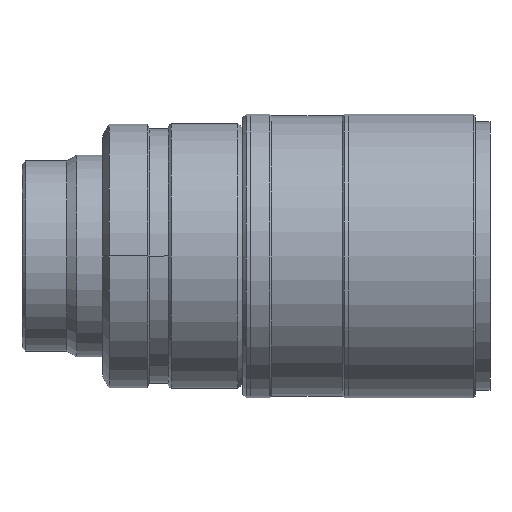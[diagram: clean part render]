
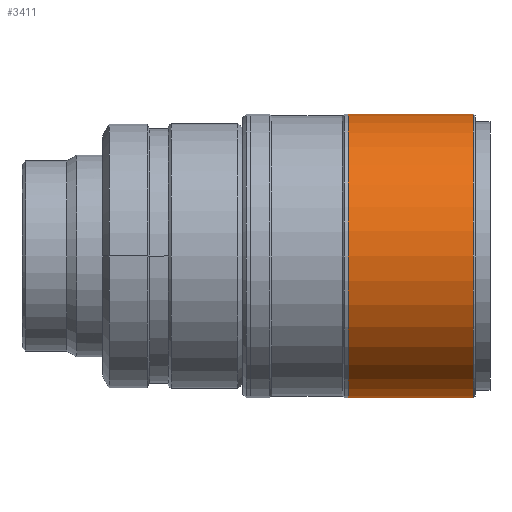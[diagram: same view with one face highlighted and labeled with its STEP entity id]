
A CAD part, front view. The second image highlights one B-rep face of the part: STEP entity #3411.
In plain terms, the highlighted cylindrical face has radius 38 mm (diameter 76 mm), a partial arc.
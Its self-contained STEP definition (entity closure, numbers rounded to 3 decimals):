
#108 = DIRECTION ( 'NONE',  ( -1., 0., 0. ) ) ;
#245 = CIRCLE ( 'NONE', #1218, 38. ) ;
#392 = VECTOR ( 'NONE', #2569, 1000. ) ;
#612 = CYLINDRICAL_SURFACE ( 'NONE', #2956, 38. ) ;
#632 = CARTESIAN_POINT ( 'NONE',  ( -40.56, 0., 0. ) ) ;
#709 = EDGE_CURVE ( 'NONE', #880, #3552, #3181, .T. ) ;
#880 = VERTEX_POINT ( 'NONE', #2595 ) ;
#1019 = DIRECTION ( 'NONE',  ( 0., 0., -1. ) ) ;
#1218 = AXIS2_PLACEMENT_3D ( 'NONE', #2324, #108, #2700 ) ;
#1380 = DIRECTION ( 'NONE',  ( 0., 0., -1. ) ) ;
#1430 = CARTESIAN_POINT ( 'NONE',  ( -40.56, 0., -38. ) ) ;
#1735 = CARTESIAN_POINT ( 'NONE',  ( 0., 0., 0. ) ) ;
#1750 = ORIENTED_EDGE ( 'NONE', *, *, #3522, .T. ) ;
#1775 = DIRECTION ( 'NONE',  ( 1., 0., 0. ) ) ;
#1918 = LINE ( 'NONE', #3976, #2790 ) ;
#1990 = EDGE_LOOP ( 'NONE', ( #2584, #4202, #1750, #3554 ) ) ;
#2047 = CARTESIAN_POINT ( 'NONE',  ( -7.06, 0., -38. ) ) ;
#2063 = FACE_OUTER_BOUND ( 'NONE', #1990, .T. ) ;
#2324 = CARTESIAN_POINT ( 'NONE',  ( -7.06, 0., 0. ) ) ;
#2554 = CARTESIAN_POINT ( 'NONE',  ( -7.06, 0., 38. ) ) ;
#2569 = DIRECTION ( 'NONE',  ( 1., 0., 0. ) ) ;
#2584 = ORIENTED_EDGE ( 'NONE', *, *, #4523, .F. ) ;
#2595 = CARTESIAN_POINT ( 'NONE',  ( -40.56, 0., 38. ) ) ;
#2700 = DIRECTION ( 'NONE',  ( 0., 0., -1. ) ) ;
#2790 = VECTOR ( 'NONE', #1775, 1000. ) ;
#2956 = AXIS2_PLACEMENT_3D ( 'NONE', #1735, #3207, #1380 ) ;
#3181 = CIRCLE ( 'NONE', #3648, 38. ) ;
#3207 = DIRECTION ( 'NONE',  ( 1., 0., 0. ) ) ;
#3228 = DIRECTION ( 'NONE',  ( 1., 0., 0. ) ) ;
#3345 = LINE ( 'NONE', #3635, #392 ) ;
#3411 = ADVANCED_FACE ( 'NONE', ( #2063 ), #612, .T. ) ;
#3522 = EDGE_CURVE ( 'NONE', #3552, #3846, #3345, .T. ) ;
#3552 = VERTEX_POINT ( 'NONE', #1430 ) ;
#3554 = ORIENTED_EDGE ( 'NONE', *, *, #4193, .T. ) ;
#3635 = CARTESIAN_POINT ( 'NONE',  ( 0., 0., -38. ) ) ;
#3648 = AXIS2_PLACEMENT_3D ( 'NONE', #632, #3228, #1019 ) ;
#3846 = VERTEX_POINT ( 'NONE', #2047 ) ;
#3976 = CARTESIAN_POINT ( 'NONE',  ( 0., 0., 38. ) ) ;
#4023 = VERTEX_POINT ( 'NONE', #2554 ) ;
#4193 = EDGE_CURVE ( 'NONE', #3846, #4023, #245, .T. ) ;
#4202 = ORIENTED_EDGE ( 'NONE', *, *, #709, .T. ) ;
#4523 = EDGE_CURVE ( 'NONE', #880, #4023, #1918, .T. ) ;
